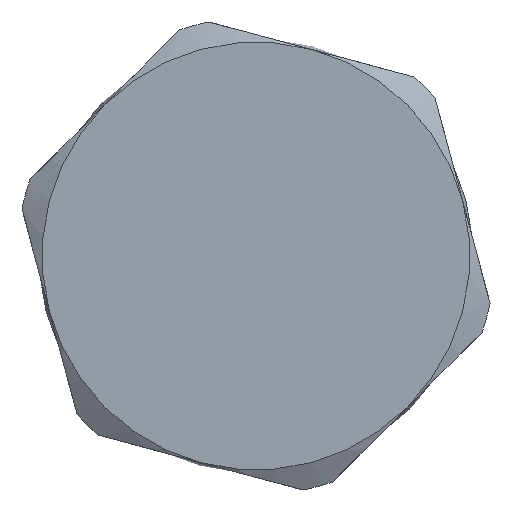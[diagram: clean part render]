
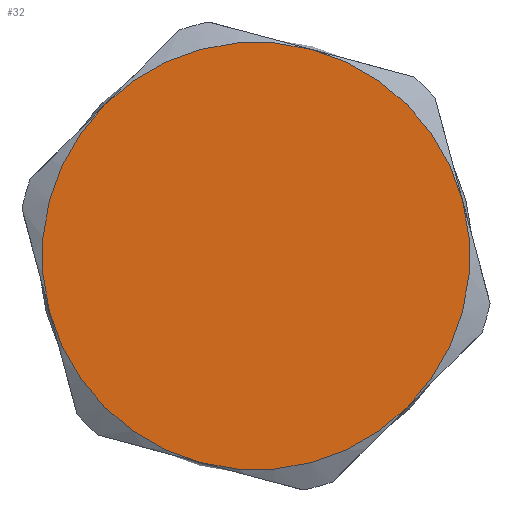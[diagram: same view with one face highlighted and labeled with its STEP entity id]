
A CAD part, left-side view. The second image highlights one B-rep face of the part: STEP entity #32.
In plain terms, the highlighted planar face has unit normal (-1, 0, 0).
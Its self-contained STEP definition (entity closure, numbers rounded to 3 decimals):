
#32 = ADVANCED_FACE ( 'NONE', ( #1759 ), #5566, .T. ) ;
#616 = AXIS2_PLACEMENT_3D ( 'NONE', #4498, #4499, #4500 ) ;
#627 = AXIS2_PLACEMENT_3D ( 'NONE', #6535, #6536, #6537 ) ;
#633 = AXIS2_PLACEMENT_3D ( 'NONE', #5004, #5005, #5006 ) ;
#862 = CIRCLE ( 'NONE', #5253, 11.11 ) ;
#905 = CIRCLE ( 'NONE', #633, 11.11 ) ;
#931 = CIRCLE ( 'NONE', #627, 11.11 ) ;
#989 = CIRCLE ( 'NONE', #5220, 11.11 ) ;
#1051 = CIRCLE ( 'NONE', #5269, 11.11 ) ;
#1080 = CIRCLE ( 'NONE', #616, 11.11 ) ;
#1250 = AXIS2_PLACEMENT_3D ( 'NONE', #5564, #5569, #5570 ) ;
#1759 = FACE_OUTER_BOUND ( 'NONE', #2784, .T. ) ;
#2164 = EDGE_CURVE ( 'NONE', #2706, #2701, #1080, .T. ) ;
#2183 = EDGE_CURVE ( 'NONE', #2806, #2807, #905, .T. ) ;
#2701 = VERTEX_POINT ( 'NONE', #6456 ) ;
#2706 = VERTEX_POINT ( 'NONE', #6458 ) ;
#2784 = EDGE_LOOP ( 'NONE', ( #5787, #5678, #5810, #5789, #5813, #5646 ) ) ;
#2806 = VERTEX_POINT ( 'NONE', #6481 ) ;
#2807 = VERTEX_POINT ( 'NONE', #6482 ) ;
#2815 = VERTEX_POINT ( 'NONE', #6488 ) ;
#2821 = VERTEX_POINT ( 'NONE', #6494 ) ;
#4498 = CARTESIAN_POINT ( 'NONE',  ( 0., 0., 0. ) ) ;
#4499 = DIRECTION ( 'NONE',  ( -1., 0., 0. ) ) ;
#4500 = DIRECTION ( 'NONE',  ( 0., 0.707, 0.707 ) ) ;
#5004 = CARTESIAN_POINT ( 'NONE',  ( 0., 0., 0. ) ) ;
#5005 = DIRECTION ( 'NONE',  ( -1., 0., 0. ) ) ;
#5006 = DIRECTION ( 'NONE',  ( 0., 0.707, 0.707 ) ) ;
#5220 = AXIS2_PLACEMENT_3D ( 'NONE', #7404, #7405, #7406 ) ;
#5253 = AXIS2_PLACEMENT_3D ( 'NONE', #7242, #7243, #7244 ) ;
#5269 = AXIS2_PLACEMENT_3D ( 'NONE', #6677, #6678, #6679 ) ;
#5306 = EDGE_CURVE ( 'NONE', #2815, #2821, #931, .T. ) ;
#5343 = EDGE_CURVE ( 'NONE', #2821, #2706, #1051, .T. ) ;
#5415 = EDGE_CURVE ( 'NONE', #2807, #2815, #862, .T. ) ;
#5445 = EDGE_CURVE ( 'NONE', #2701, #2806, #989, .T. ) ;
#5564 = CARTESIAN_POINT ( 'NONE',  ( 0., 15.712, 15.712 ) ) ;
#5566 = PLANE ( 'NONE',  #1250 ) ;
#5569 = DIRECTION ( 'NONE',  ( -1., 0., 0. ) ) ;
#5570 = DIRECTION ( 'NONE',  ( 0., 0.707, 0.707 ) ) ;
#5646 = ORIENTED_EDGE ( 'NONE', *, *, #5415, .T. ) ;
#5678 = ORIENTED_EDGE ( 'NONE', *, *, #5343, .T. ) ;
#5787 = ORIENTED_EDGE ( 'NONE', *, *, #5306, .T. ) ;
#5789 = ORIENTED_EDGE ( 'NONE', *, *, #5445, .T. ) ;
#5810 = ORIENTED_EDGE ( 'NONE', *, *, #2164, .T. ) ;
#5813 = ORIENTED_EDGE ( 'NONE', *, *, #2183, .T. ) ;
#6456 = CARTESIAN_POINT ( 'NONE',  ( 0., 2.875, -10.731 ) ) ;
#6458 = CARTESIAN_POINT ( 'NONE',  ( 0., 10.731, -2.875 ) ) ;
#6481 = CARTESIAN_POINT ( 'NONE',  ( 0., -7.856, -7.856 ) ) ;
#6482 = CARTESIAN_POINT ( 'NONE',  ( 0., -10.731, 2.875 ) ) ;
#6488 = CARTESIAN_POINT ( 'NONE',  ( 0., -2.875, 10.731 ) ) ;
#6494 = CARTESIAN_POINT ( 'NONE',  ( 0., 7.856, 7.856 ) ) ;
#6535 = CARTESIAN_POINT ( 'NONE',  ( 0., 0., 0. ) ) ;
#6536 = DIRECTION ( 'NONE',  ( -1., 0., 0. ) ) ;
#6537 = DIRECTION ( 'NONE',  ( 0., 0.707, 0.707 ) ) ;
#6677 = CARTESIAN_POINT ( 'NONE',  ( 0., 0., 0. ) ) ;
#6678 = DIRECTION ( 'NONE',  ( -1., 0., 0. ) ) ;
#6679 = DIRECTION ( 'NONE',  ( 0., 0.707, 0.707 ) ) ;
#7242 = CARTESIAN_POINT ( 'NONE',  ( 0., 0., 0. ) ) ;
#7243 = DIRECTION ( 'NONE',  ( -1., 0., 0. ) ) ;
#7244 = DIRECTION ( 'NONE',  ( 0., 0.707, 0.707 ) ) ;
#7404 = CARTESIAN_POINT ( 'NONE',  ( 0., 0., 0. ) ) ;
#7405 = DIRECTION ( 'NONE',  ( -1., 0., 0. ) ) ;
#7406 = DIRECTION ( 'NONE',  ( 0., 0.707, 0.707 ) ) ;
